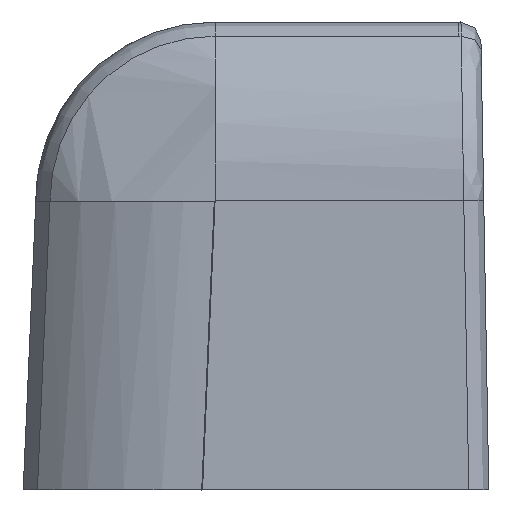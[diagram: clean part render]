
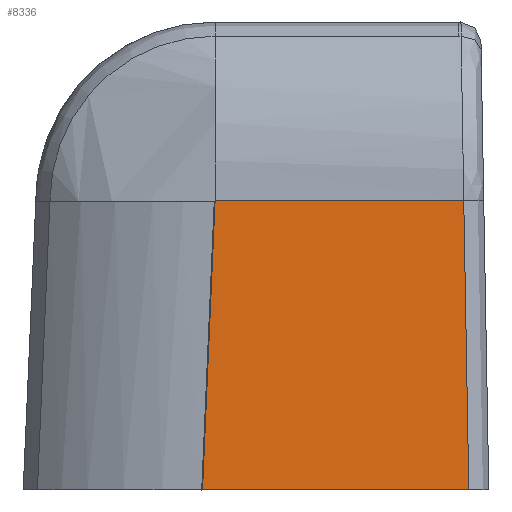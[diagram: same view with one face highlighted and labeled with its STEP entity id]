
A CAD part, left-side view. The second image highlights one B-rep face of the part: STEP entity #8336.
In plain terms, the highlighted planar face has unit normal (-1, 0, 0.009).
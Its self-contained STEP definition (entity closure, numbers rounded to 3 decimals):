
#1005 = ORIENTED_EDGE ( 'NONE', *, *, #9785, .T. ) ;
#1060 = PLANE ( 'NONE',  #14498 ) ;
#1563 = ORIENTED_EDGE ( 'NONE', *, *, #13140, .F. ) ;
#1706 = CARTESIAN_POINT ( 'NONE',  ( -52.15, 0., 46.075 ) ) ;
#1881 = EDGE_LOOP ( 'NONE', ( #9576, #3157, #1005, #3103, #13106, #1563, #14530 ) ) ;
#2104 = CARTESIAN_POINT ( 'NONE',  ( -52.378, -22.851, 20. ) ) ;
#2272 = CARTESIAN_POINT ( 'NONE',  ( -52.302, 0.754, 28.667 ) ) ;
#2295 = LINE ( 'NONE', #8605, #5057 ) ;
#2570 = CARTESIAN_POINT ( 'NONE',  ( -52.15, 0., 46. ) ) ;
#2798 = VERTEX_POINT ( 'NONE', #3819 ) ;
#3103 = ORIENTED_EDGE ( 'NONE', *, *, #10386, .T. ) ;
#3157 = ORIENTED_EDGE ( 'NONE', *, *, #10497, .T. ) ;
#3819 = CARTESIAN_POINT ( 'NONE',  ( -52.15, -22.396, 46.075 ) ) ;
#3874 = CARTESIAN_POINT ( 'NONE',  ( -52.377, 1.13, 20. ) ) ;
#3894 = VERTEX_POINT ( 'NONE', #12135 ) ;
#4042 = CARTESIAN_POINT ( 'NONE',  ( -52.15, 0., 46.051 ) ) ;
#4185 = CARTESIAN_POINT ( 'NONE',  ( -52.15, -22.196, 46.075 ) ) ;
#5057 = VECTOR ( 'NONE', #10935, 1000. ) ;
#5613 = CARTESIAN_POINT ( 'NONE',  ( -52.15, 0., 46.075 ) ) ;
#5802 = CARTESIAN_POINT ( 'NONE',  ( -52.149, 0., 46.2 ) ) ;
#6390 = CARTESIAN_POINT ( 'NONE',  ( -52.15, -14.797, 46.075 ) ) ;
#6407 = CARTESIAN_POINT ( 'NONE',  ( -52.151, 0., 46.028 ) ) ;
#6545 = CARTESIAN_POINT ( 'NONE',  ( -52.226, 0.377, 37.333 ) ) ;
#6981 = DIRECTION ( 'NONE',  ( 0.009, 0., 1. ) ) ;
#7164 = B_SPLINE_CURVE_WITH_KNOTS ( 'NONE', 3,
 ( #15187, #6545, #2272, #10489 ),
 .UNSPECIFIED., .F., .F.,
 ( 4, 4 ),
 ( 0., 1. ),
 .UNSPECIFIED. ) ;
#7275 = CARTESIAN_POINT ( 'NONE',  ( -52.15, 0., 46.004 ) ) ;
#7293 = FACE_OUTER_BOUND ( 'NONE', #1881, .T. ) ;
#7357 = B_SPLINE_CURVE_WITH_KNOTS ( 'NONE', 3,
 ( #11156, #14663, #11207, #4185 ),
 .UNSPECIFIED., .F., .F.,
 ( 4, 4 ),
 ( 0., 1. ),
 .UNSPECIFIED. ) ;
#7438 = CARTESIAN_POINT ( 'NONE',  ( -52.15, 0., 46. ) ) ;
#7629 = B_SPLINE_CURVE_WITH_KNOTS ( 'NONE', 3,
 ( #14611, #6390, #8773, #1706 ),
 .UNSPECIFIED., .F., .F.,
 ( 4, 4 ),
 ( 0., 1. ),
 .UNSPECIFIED. ) ;
#7979 = CARTESIAN_POINT ( 'NONE',  ( -52.15, -22.196, 46.075 ) ) ;
#8297 = B_SPLINE_CURVE_WITH_KNOTS ( 'NONE', 3,
 ( #7275, #11916, #9619, #2570 ),
 .UNSPECIFIED., .F., .F.,
 ( 4, 4 ),
 ( 0., 1. ),
 .UNSPECIFIED. ) ;
#8336 = ADVANCED_FACE ( 'NONE', ( #7293 ), #1060, .T. ) ;
#8605 = CARTESIAN_POINT ( 'NONE',  ( -52.378, 0., 20. ) ) ;
#8773 = CARTESIAN_POINT ( 'NONE',  ( -52.15, -7.399, 46.075 ) ) ;
#8927 = VECTOR ( 'NONE', #14828, 1000. ) ;
#9189 = VERTEX_POINT ( 'NONE', #7979 ) ;
#9576 = ORIENTED_EDGE ( 'NONE', *, *, #10622, .T. ) ;
#9619 = CARTESIAN_POINT ( 'NONE',  ( -52.151, 0., 46.001 ) ) ;
#9689 = B_SPLINE_CURVE_WITH_KNOTS ( 'NONE', 3,
 ( #12256, #4042, #6407, #14628 ),
 .UNSPECIFIED., .F., .F.,
 ( 4, 4 ),
 ( 0., 1. ),
 .UNSPECIFIED. ) ;
#9785 = EDGE_CURVE ( 'NONE', #13836, #3894, #9689, .T. ) ;
#10386 = EDGE_CURVE ( 'NONE', #3894, #14529, #8297, .T. ) ;
#10489 = CARTESIAN_POINT ( 'NONE',  ( -52.377, 1.13, 20. ) ) ;
#10497 = EDGE_CURVE ( 'NONE', #9189, #13836, #7629, .T. ) ;
#10622 = EDGE_CURVE ( 'NONE', #2798, #9189, #7357, .T. ) ;
#10662 = EDGE_CURVE ( 'NONE', #14529, #12857, #7164, .T. ) ;
#10935 = DIRECTION ( 'NONE',  ( 0., 1., 0. ) ) ;
#11156 = CARTESIAN_POINT ( 'NONE',  ( -52.15, -22.396, 46.075 ) ) ;
#11207 = CARTESIAN_POINT ( 'NONE',  ( -52.15, -22.262, 46.075 ) ) ;
#11916 = CARTESIAN_POINT ( 'NONE',  ( -52.151, 0., 46.003 ) ) ;
#12016 = LINE ( 'NONE', #13642, #8927 ) ;
#12135 = CARTESIAN_POINT ( 'NONE',  ( -52.15, 0., 46.004 ) ) ;
#12256 = CARTESIAN_POINT ( 'NONE',  ( -52.15, 0., 46.075 ) ) ;
#12857 = VERTEX_POINT ( 'NONE', #3874 ) ;
#12976 = EDGE_CURVE ( 'NONE', #13868, #2798, #12016, .T. ) ;
#13106 = ORIENTED_EDGE ( 'NONE', *, *, #10662, .T. ) ;
#13140 = EDGE_CURVE ( 'NONE', #13868, #12857, #2295, .T. ) ;
#13642 = CARTESIAN_POINT ( 'NONE',  ( -52.378, -22.851, 20. ) ) ;
#13836 = VERTEX_POINT ( 'NONE', #5613 ) ;
#13868 = VERTEX_POINT ( 'NONE', #2104 ) ;
#14016 = DIRECTION ( 'NONE',  ( -1., 0., 0.009 ) ) ;
#14498 = AXIS2_PLACEMENT_3D ( 'NONE', #5802, #14016, #6981 ) ;
#14529 = VERTEX_POINT ( 'NONE', #7438 ) ;
#14530 = ORIENTED_EDGE ( 'NONE', *, *, #12976, .T. ) ;
#14611 = CARTESIAN_POINT ( 'NONE',  ( -52.15, -22.196, 46.075 ) ) ;
#14628 = CARTESIAN_POINT ( 'NONE',  ( -52.15, 0., 46.004 ) ) ;
#14663 = CARTESIAN_POINT ( 'NONE',  ( -52.15, -22.329, 46.075 ) ) ;
#14828 = DIRECTION ( 'NONE',  ( 0.009, 0.017, 1. ) ) ;
#15187 = CARTESIAN_POINT ( 'NONE',  ( -52.15, 0., 46. ) ) ;
